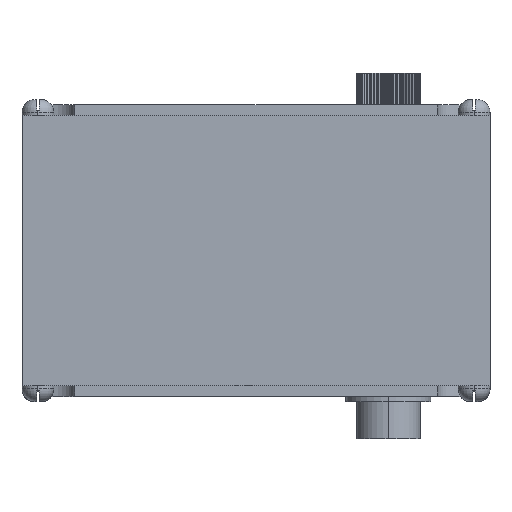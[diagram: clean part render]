
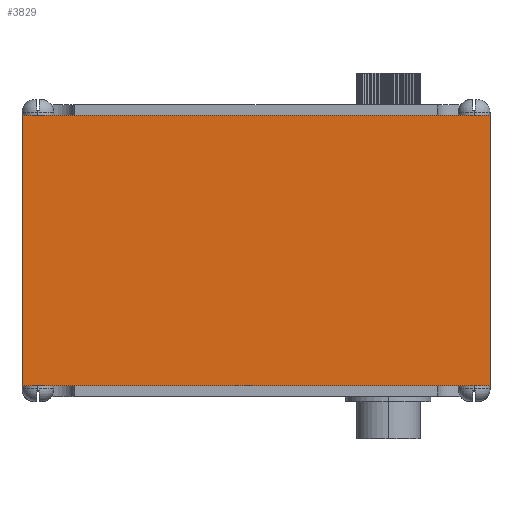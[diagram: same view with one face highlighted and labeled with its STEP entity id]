
A CAD part, top view. The second image highlights one B-rep face of the part: STEP entity #3829.
In plain terms, the highlighted planar face has unit normal (0, 0, 1).
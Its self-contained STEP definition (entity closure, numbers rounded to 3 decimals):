
#875 = CARTESIAN_POINT ( 'NONE',  ( 22.085, 12.75, 11.475 ) ) ;
#1017 = CARTESIAN_POINT ( 'NONE',  ( 22.085, 12.75, 11.475 ) ) ;
#1901 = VERTEX_POINT ( 'NONE', #5035 ) ;
#2008 = DIRECTION ( 'NONE',  ( 0., -1., 0. ) ) ;
#2093 = AXIS2_PLACEMENT_3D ( 'NONE', #1017, #9447, #3816 ) ;
#2302 = EDGE_CURVE ( 'NONE', #6866, #3459, #8370, .T. ) ;
#2968 = VECTOR ( 'NONE', #5857, 1000. ) ;
#2985 = CARTESIAN_POINT ( 'NONE',  ( 22.085, -12.75, 11.475 ) ) ;
#3291 = CARTESIAN_POINT ( 'NONE',  ( -22.085, 12.75, 11.475 ) ) ;
#3459 = VERTEX_POINT ( 'NONE', #4152 ) ;
#3816 = DIRECTION ( 'NONE',  ( -1., 0., 0. ) ) ;
#3829 = ADVANCED_FACE ( 'NONE', ( #4793 ), #10842, .F. ) ;
#3884 = VECTOR ( 'NONE', #12604, 1000. ) ;
#4152 = CARTESIAN_POINT ( 'NONE',  ( -22.085, -12.75, 11.475 ) ) ;
#4503 = VERTEX_POINT ( 'NONE', #875 ) ;
#4704 = DIRECTION ( 'NONE',  ( 0., -1., 0. ) ) ;
#4793 = FACE_OUTER_BOUND ( 'NONE', #10451, .T. ) ;
#4868 = VECTOR ( 'NONE', #2008, 1000. ) ;
#5035 = CARTESIAN_POINT ( 'NONE',  ( 22.085, -12.75, 11.475 ) ) ;
#5146 = ORIENTED_EDGE ( 'NONE', *, *, #2302, .T. ) ;
#5341 = EDGE_CURVE ( 'NONE', #3459, #1901, #17237, .T. ) ;
#5607 = CARTESIAN_POINT ( 'NONE',  ( 22.085, 12.75, 11.475 ) ) ;
#5857 = DIRECTION ( 'NONE',  ( 1., 0., 0. ) ) ;
#6866 = VERTEX_POINT ( 'NONE', #14162 ) ;
#6973 = ORIENTED_EDGE ( 'NONE', *, *, #12464, .F. ) ;
#7430 = ORIENTED_EDGE ( 'NONE', *, *, #5341, .T. ) ;
#8370 = LINE ( 'NONE', #3291, #8772 ) ;
#8772 = VECTOR ( 'NONE', #4704, 1000. ) ;
#9447 = DIRECTION ( 'NONE',  ( 0., 0., -1. ) ) ;
#9711 = CARTESIAN_POINT ( 'NONE',  ( 22.085, 12.75, 11.475 ) ) ;
#10451 = EDGE_LOOP ( 'NONE', ( #7430, #10850, #6973, #5146 ) ) ;
#10842 = PLANE ( 'NONE',  #2093 ) ;
#10850 = ORIENTED_EDGE ( 'NONE', *, *, #16629, .F. ) ;
#11033 = LINE ( 'NONE', #9711, #3884 ) ;
#11341 = LINE ( 'NONE', #5607, #4868 ) ;
#12464 = EDGE_CURVE ( 'NONE', #6866, #4503, #11033, .T. ) ;
#12604 = DIRECTION ( 'NONE',  ( 1., 0., 0. ) ) ;
#14162 = CARTESIAN_POINT ( 'NONE',  ( -22.085, 12.75, 11.475 ) ) ;
#16629 = EDGE_CURVE ( 'NONE', #4503, #1901, #11341, .T. ) ;
#17237 = LINE ( 'NONE', #2985, #2968 ) ;
